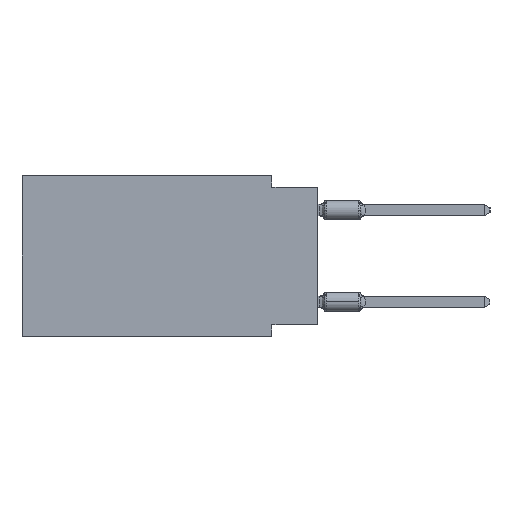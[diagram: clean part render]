
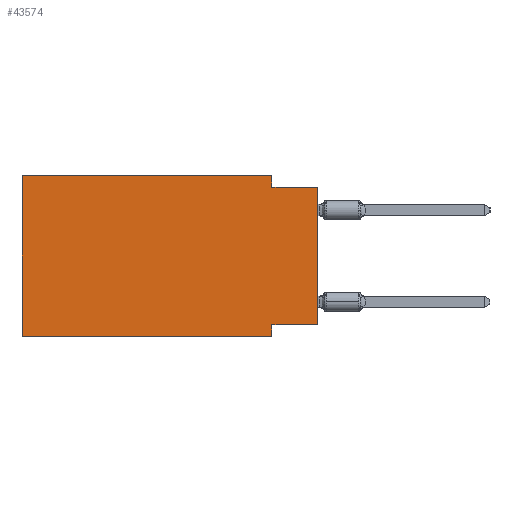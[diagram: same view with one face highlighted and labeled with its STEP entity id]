
A CAD part, left-side view. The second image highlights one B-rep face of the part: STEP entity #43574.
In plain terms, the highlighted planar face has unit normal (-1, 0, 0).
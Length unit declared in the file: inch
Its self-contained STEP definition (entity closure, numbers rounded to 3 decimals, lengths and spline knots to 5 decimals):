
#85 = EDGE_CURVE ( 'NONE', #32724, #2219, #32184, .T. ) ;
#172 = VERTEX_POINT ( 'NONE', #5629 ) ;
#523 = CARTESIAN_POINT ( 'NONE',  ( 0., 0.1, -0.35 ) ) ;
#1751 = EDGE_CURVE ( 'NONE', #22492, #15001, #36546, .T. ) ;
#2164 = ORIENTED_EDGE ( 'NONE', *, *, #5187, .F. ) ;
#2219 = VERTEX_POINT ( 'NONE', #2907 ) ;
#2907 = CARTESIAN_POINT ( 'NONE',  ( 0., 0.1, 0. ) ) ;
#5109 = ORIENTED_EDGE ( 'NONE', *, *, #37187, .F. ) ;
#5187 = EDGE_CURVE ( 'NONE', #172, #27423, #10109, .T. ) ;
#5629 = CARTESIAN_POINT ( 'NONE',  ( 0., 0.1, -0.025 ) ) ;
#6833 = CARTESIAN_POINT ( 'NONE',  ( 0., 0.645, 0. ) ) ;
#7062 = CARTESIAN_POINT ( 'NONE',  ( 0., 0.645, 0. ) ) ;
#7334 = DIRECTION ( 'NONE',  ( 0., 0., -1. ) ) ;
#7649 = LINE ( 'NONE', #7869, #24870 ) ;
#7869 = CARTESIAN_POINT ( 'NONE',  ( 0., 0., 0. ) ) ;
#10109 = LINE ( 'NONE', #20487, #12233 ) ;
#11049 = ORIENTED_EDGE ( 'NONE', *, *, #1751, .F. ) ;
#11342 = AXIS2_PLACEMENT_3D ( 'NONE', #31851, #14532, #7334 ) ;
#12094 = CARTESIAN_POINT ( 'NONE',  ( 0., 0.645, -0.35 ) ) ;
#12233 = VECTOR ( 'NONE', #33962, 39.37008 ) ;
#13911 = LINE ( 'NONE', #31231, #18516 ) ;
#14444 = VECTOR ( 'NONE', #30698, 39.37008 ) ;
#14532 = DIRECTION ( 'NONE',  ( 1., 0., 0. ) ) ;
#15001 = VERTEX_POINT ( 'NONE', #25509 ) ;
#16127 = ORIENTED_EDGE ( 'NONE', *, *, #18023, .T. ) ;
#17718 = PLANE ( 'NONE',  #11342 ) ;
#18023 = EDGE_CURVE ( 'NONE', #25667, #35202, #31711, .T. ) ;
#18516 = VECTOR ( 'NONE', #28078, 39.37008 ) ;
#19270 = CARTESIAN_POINT ( 'NONE',  ( 0., 0., -0.325 ) ) ;
#19704 = DIRECTION ( 'NONE',  ( 0., 1., 0. ) ) ;
#20487 = CARTESIAN_POINT ( 'NONE',  ( 0., 0., -0.025 ) ) ;
#22116 = EDGE_CURVE ( 'NONE', #2219, #172, #29801, .T. ) ;
#22492 = VERTEX_POINT ( 'NONE', #40289 ) ;
#22665 = VECTOR ( 'NONE', #27756, 39.37008 ) ;
#24870 = VECTOR ( 'NONE', #25001, 39.37008 ) ;
#25001 = DIRECTION ( 'NONE',  ( 0., 0., 1. ) ) ;
#25509 = CARTESIAN_POINT ( 'NONE',  ( 0., 0.1, -0.325 ) ) ;
#25667 = VERTEX_POINT ( 'NONE', #12094 ) ;
#27137 = CARTESIAN_POINT ( 'NONE',  ( 0., 0., -0.025 ) ) ;
#27423 = VERTEX_POINT ( 'NONE', #27137 ) ;
#27756 = DIRECTION ( 'NONE',  ( 0., 0., 1. ) ) ;
#28078 = DIRECTION ( 'NONE',  ( 0., 0., -1. ) ) ;
#28804 = DIRECTION ( 'NONE',  ( 0., -1., 0. ) ) ;
#29458 = ORIENTED_EDGE ( 'NONE', *, *, #35124, .F. ) ;
#29801 = LINE ( 'NONE', #33643, #14444 ) ;
#30266 = ORIENTED_EDGE ( 'NONE', *, *, #40781, .T. ) ;
#30698 = DIRECTION ( 'NONE',  ( 0., 0., -1. ) ) ;
#31231 = CARTESIAN_POINT ( 'NONE',  ( 0., 0.1, -0.35 ) ) ;
#31711 = LINE ( 'NONE', #35520, #39948 ) ;
#31851 = CARTESIAN_POINT ( 'NONE',  ( 0., 0.645, 0. ) ) ;
#32184 = LINE ( 'NONE', #7062, #36125 ) ;
#32724 = VERTEX_POINT ( 'NONE', #35194 ) ;
#33643 = CARTESIAN_POINT ( 'NONE',  ( 0., 0.1, 0. ) ) ;
#33682 = ORIENTED_EDGE ( 'NONE', *, *, #22116, .F. ) ;
#33962 = DIRECTION ( 'NONE',  ( 0., -1., 0. ) ) ;
#34280 = LINE ( 'NONE', #6833, #22665 ) ;
#35096 = DIRECTION ( 'NONE',  ( 0., -1., 0. ) ) ;
#35124 = EDGE_CURVE ( 'NONE', #25667, #32724, #34280, .T. ) ;
#35194 = CARTESIAN_POINT ( 'NONE',  ( 0., 0.645, 0. ) ) ;
#35202 = VERTEX_POINT ( 'NONE', #523 ) ;
#35520 = CARTESIAN_POINT ( 'NONE',  ( 0., 0.645, -0.35 ) ) ;
#36125 = VECTOR ( 'NONE', #28804, 39.37008 ) ;
#36546 = LINE ( 'NONE', #19270, #39445 ) ;
#37187 = EDGE_CURVE ( 'NONE', #15001, #35202, #13911, .T. ) ;
#38460 = ORIENTED_EDGE ( 'NONE', *, *, #85, .F. ) ;
#39445 = VECTOR ( 'NONE', #19704, 39.37008 ) ;
#39948 = VECTOR ( 'NONE', #35096, 39.37008 ) ;
#40289 = CARTESIAN_POINT ( 'NONE',  ( 0., 0., -0.325 ) ) ;
#40781 = EDGE_CURVE ( 'NONE', #22492, #27423, #7649, .T. ) ;
#41351 = EDGE_LOOP ( 'NONE', ( #30266, #2164, #33682, #38460, #29458, #16127, #5109, #11049 ) ) ;
#41497 = FACE_OUTER_BOUND ( 'NONE', #41351, .T. ) ;
#43574 = ADVANCED_FACE ( 'NONE', ( #41497 ), #17718, .F. ) ;
